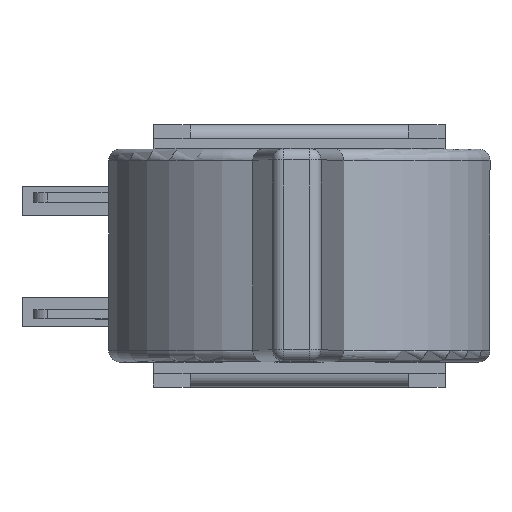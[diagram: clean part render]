
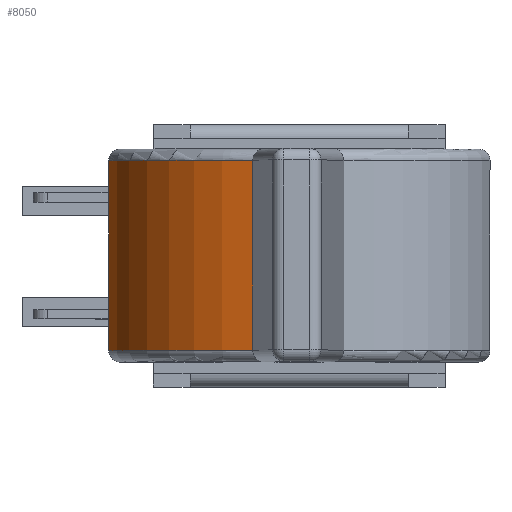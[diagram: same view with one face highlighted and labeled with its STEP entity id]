
A CAD part, top view. The second image highlights one B-rep face of the part: STEP entity #8050.
In plain terms, the highlighted cylindrical face has radius 8.43 mm (diameter 16.86 mm), a partial arc.
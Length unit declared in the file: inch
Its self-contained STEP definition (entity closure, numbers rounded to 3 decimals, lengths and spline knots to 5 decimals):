
#501=FACE_OUTER_BOUND('',#980,.T.);
#980=EDGE_LOOP('',(#5593,#5594,#5595,#5596));
#1490=LINE('',#11851,#2434);
#1491=LINE('',#11853,#2435);
#2434=VECTOR('',#9399,0.3937);
#2435=VECTOR('',#9402,0.3937);
#3364=CIRCLE('',#8545,0.33189);
#3384=CIRCLE('',#8580,0.33189);
#3550=VERTEX_POINT('',#11701);
#3553=VERTEX_POINT('',#11706);
#3572=VERTEX_POINT('',#11807);
#3577=VERTEX_POINT('',#11836);
#4314=EDGE_CURVE('',#3553,#3550,#3364,.T.);
#4353=EDGE_CURVE('',#3577,#3572,#3384,.T.);
#4360=EDGE_CURVE('',#3553,#3572,#1490,.T.);
#4361=EDGE_CURVE('',#3550,#3577,#1491,.T.);
#5593=ORIENTED_EDGE('',*,*,#4314,.F.);
#5594=ORIENTED_EDGE('',*,*,#4360,.T.);
#5595=ORIENTED_EDGE('',*,*,#4353,.F.);
#5596=ORIENTED_EDGE('',*,*,#4361,.F.);
#7923=CYLINDRICAL_SURFACE('',#8585,0.33189);
#8050=ADVANCED_FACE('',(#501),#7923,.T.);
#8545=AXIS2_PLACEMENT_3D('',#11721,#9299,#9300);
#8580=AXIS2_PLACEMENT_3D('',#11838,#9385,#9386);
#8585=AXIS2_PLACEMENT_3D('',#11852,#9400,#9401);
#9299=DIRECTION('center_axis',(0.,-1.,0.));
#9300=DIRECTION('ref_axis',(-0.733,0.,0.68));
#9385=DIRECTION('center_axis',(0.,1.,0.));
#9386=DIRECTION('ref_axis',(-0.733,0.,0.68));
#9399=DIRECTION('',(0.,1.,0.));
#9400=DIRECTION('center_axis',(0.,1.,0.));
#9401=DIRECTION('ref_axis',(-0.986,0.,0.168));
#9402=DIRECTION('',(0.,1.,0.));
#11701=CARTESIAN_POINT('',(-0.32683,-0.1628,0.54343));
#11706=CARTESIAN_POINT('',(-0.07961,-0.1628,0.80991));
#11721=CARTESIAN_POINT('Origin',(0.00036,-0.1628,
0.4878));
#11807=CARTESIAN_POINT('',(-0.07961,0.1628,0.80991));
#11836=CARTESIAN_POINT('',(-0.32683,0.1628,0.54343));
#11838=CARTESIAN_POINT('Origin',(0.00036,0.1628,
0.4878));
#11851=CARTESIAN_POINT('',(-0.07961,-0.18248,0.80991));
#11852=CARTESIAN_POINT('Origin',(0.00036,-0.18248,
0.4878));
#11853=CARTESIAN_POINT('',(-0.32683,-0.18248,0.54343));
